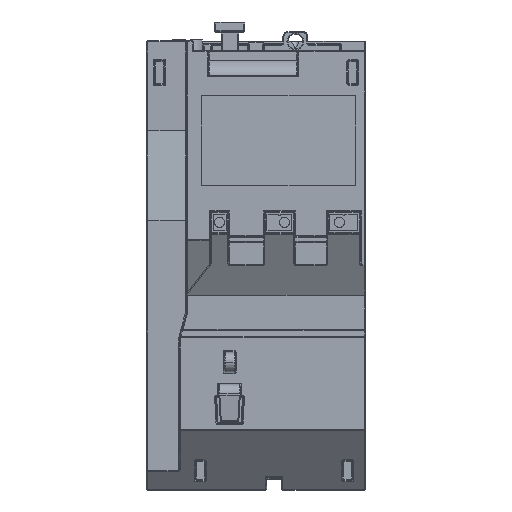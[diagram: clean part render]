
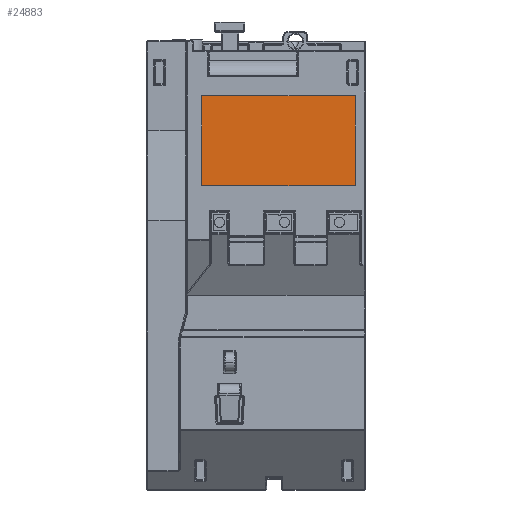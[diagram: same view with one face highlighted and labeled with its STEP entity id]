
A CAD part, top view. The second image highlights one B-rep face of the part: STEP entity #24883.
In plain terms, the highlighted planar face has unit normal (0, 0, 1).
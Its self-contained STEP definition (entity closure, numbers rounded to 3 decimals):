
#298 = DIRECTION ( 'NONE',  ( -1., 0., 0. ) ) ;
#1056 = CARTESIAN_POINT ( 'NONE',  ( 41.8, 61., -0.1 ) ) ;
#2424 = ORIENTED_EDGE ( 'NONE', *, *, #44072, .T. ) ;
#3169 = DIRECTION ( 'NONE',  ( 0., 1., 0. ) ) ;
#3587 = CARTESIAN_POINT ( 'NONE',  ( 41.8, 79., -0.1 ) ) ;
#6528 = ORIENTED_EDGE ( 'NONE', *, *, #23915, .T. ) ;
#9547 = CARTESIAN_POINT ( 'NONE',  ( 11., 61., -0.1 ) ) ;
#9817 = AXIS2_PLACEMENT_3D ( 'NONE', #14471, #44918, #298 ) ;
#12022 = VERTEX_POINT ( 'NONE', #9547 ) ;
#13834 = ORIENTED_EDGE ( 'NONE', *, *, #53063, .T. ) ;
#14471 = CARTESIAN_POINT ( 'NONE',  ( 0., 0., -0.1 ) ) ;
#16620 = VECTOR ( 'NONE', #57229, 1000. ) ;
#17500 = LINE ( 'NONE', #25865, #55593 ) ;
#18849 = ORIENTED_EDGE ( 'NONE', *, *, #29417, .T. ) ;
#18912 = LINE ( 'NONE', #31881, #16620 ) ;
#23915 = EDGE_CURVE ( 'NONE', #33569, #64471, #59584, .T. ) ;
#24543 = VECTOR ( 'NONE', #30426, 1000. ) ;
#24883 = ADVANCED_FACE ( 'NONE', ( #26878 ), #45128, .F. ) ;
#25865 = CARTESIAN_POINT ( 'NONE',  ( 41.8, 79., -0.1 ) ) ;
#26878 = FACE_OUTER_BOUND ( 'NONE', #51360, .T. ) ;
#29417 = EDGE_CURVE ( 'NONE', #12022, #33569, #47118, .T. ) ;
#30426 = DIRECTION ( 'NONE',  ( 1., 0., 0. ) ) ;
#31881 = CARTESIAN_POINT ( 'NONE',  ( 11., 79., -0.1 ) ) ;
#33569 = VERTEX_POINT ( 'NONE', #1056 ) ;
#41001 = VECTOR ( 'NONE', #3169, 1000. ) ;
#44072 = EDGE_CURVE ( 'NONE', #64471, #53427, #17500, .T. ) ;
#44918 = DIRECTION ( 'NONE',  ( 0., 0., -1. ) ) ;
#45128 = PLANE ( 'NONE',  #9817 ) ;
#47118 = LINE ( 'NONE', #56010, #24543 ) ;
#48467 = CARTESIAN_POINT ( 'NONE',  ( 41.8, 79., -0.1 ) ) ;
#51360 = EDGE_LOOP ( 'NONE', ( #6528, #2424, #13834, #18849 ) ) ;
#53063 = EDGE_CURVE ( 'NONE', #53427, #12022, #18912, .T. ) ;
#53427 = VERTEX_POINT ( 'NONE', #54561 ) ;
#54561 = CARTESIAN_POINT ( 'NONE',  ( 11., 79., -0.1 ) ) ;
#55592 = DIRECTION ( 'NONE',  ( -1., 0., 0. ) ) ;
#55593 = VECTOR ( 'NONE', #55592, 1000. ) ;
#56010 = CARTESIAN_POINT ( 'NONE',  ( 41.8, 61., -0.1 ) ) ;
#57229 = DIRECTION ( 'NONE',  ( 0., -1., 0. ) ) ;
#59584 = LINE ( 'NONE', #3587, #41001 ) ;
#64471 = VERTEX_POINT ( 'NONE', #48467 ) ;
